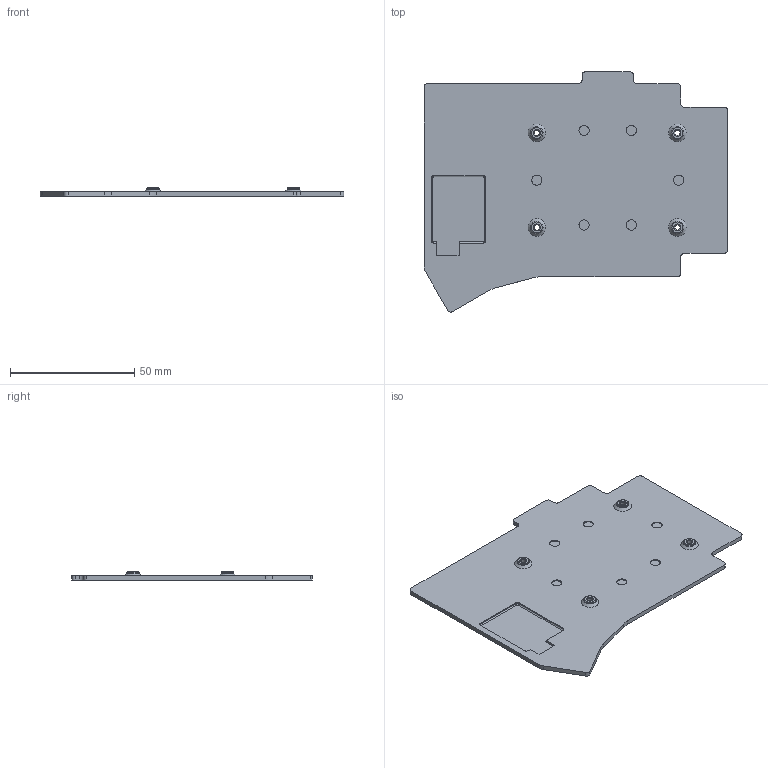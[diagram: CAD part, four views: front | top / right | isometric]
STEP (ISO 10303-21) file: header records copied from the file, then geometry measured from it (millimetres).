
FILE_DESCRIPTION(('FreeCAD Model'),'2;1');
FILE_NAME('Open CASCADE Shape Model','2024-10-28T18:15:28',(''),(''), 'Open CASCADE STEP processor 7.6','FreeCAD','Unknown');
FILE_SCHEMA(('AUTOMOTIVE_DESIGN { 1 0 10303 214 1 1 1 1 }'));
Length unit declared in the file: millimetre
Products named in the file (1): Bottom-Mirrored
Bounding box: 122.1 x 96.58 x 3.3 mm (x, y, z)
Volume: 16250.5 mm3; surface area: 20066.4 mm2
Topology: 1 solids, 1 shells, 154 faces, 365 edges, 232 vertices
Faces by surface type: plane 84, cylinder 46, torus 12, cone 12
Full cylindrical faces by diameter (mm): 2.2 x4, 4.1 x6, 5 x4
Entity records: 4459 total; most frequent: DIRECTION 799, CARTESIAN_POINT 752, ORIENTED_EDGE 730, EDGE_CURVE 365, AXIS2_PLACEMENT_3D 279, LINE 241, VECTOR 241, VERTEX_POINT 232
